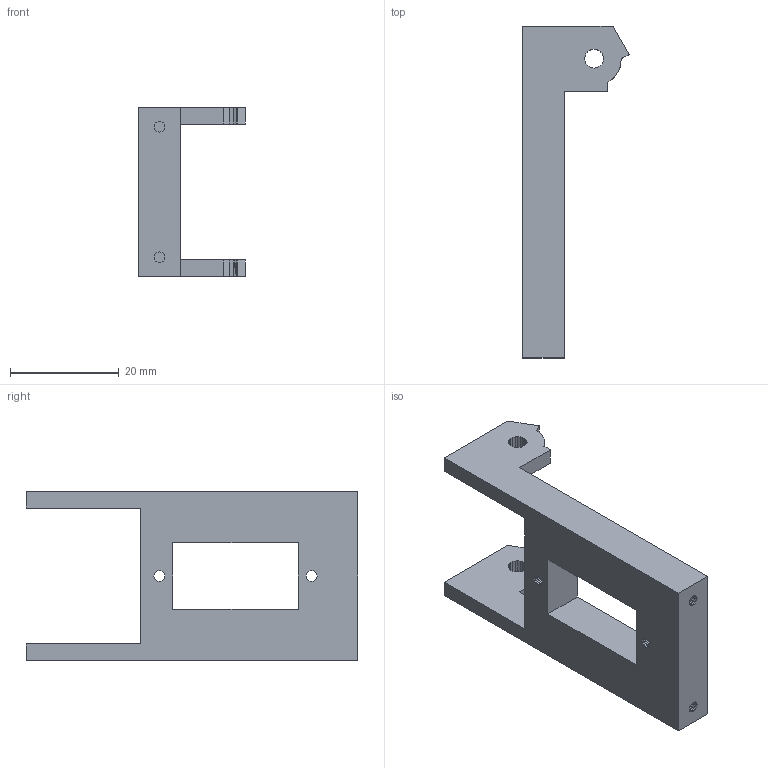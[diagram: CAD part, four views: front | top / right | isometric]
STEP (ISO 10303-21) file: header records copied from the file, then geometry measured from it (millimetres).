
FILE_DESCRIPTION(('FreeCAD Model'),'2;1');
FILE_NAME('Open CASCADE Shape Model','2024-02-27T23:29:39',(''),(''), 'Open CASCADE STEP processor 7.6','FreeCAD','Unknown');
FILE_SCHEMA(('AUTOMOTIVE_DESIGN { 1 0 10303 214 1 1 1 1 }'));
Length unit declared in the file: millimetre
Products named in the file (1): ServoHolder001 (Solid)001
Bounding box: 19.59 x 61 x 31 mm (x, y, z)
Volume: 8760.6 mm3; surface area: 5386.7 mm2
Topology: 1 solids, 1 shells, 228 faces, 663 edges, 441 vertices
Faces by surface type: plane 228
Entity records: 16024 total; most frequent: CARTESIAN_POINT 2659, DIRECTION 2447, LINE 1989, VECTOR 1989, ORIENTED_EDGE 1326, PCURVE 1326, DEFINITIONAL_REPRESENTATION 1326, EDGE_CURVE 663
